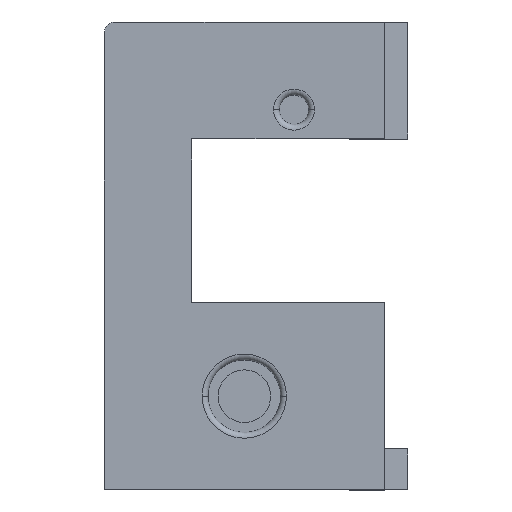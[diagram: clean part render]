
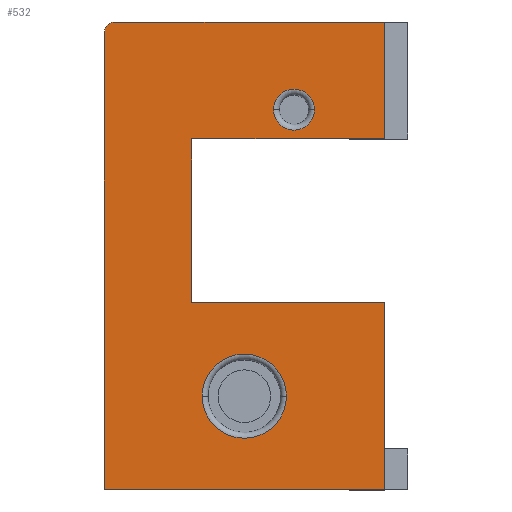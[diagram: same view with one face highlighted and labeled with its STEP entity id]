
A CAD part, top view. The second image highlights one B-rep face of the part: STEP entity #532.
In plain terms, the highlighted planar face has unit normal (0, 0, 1).
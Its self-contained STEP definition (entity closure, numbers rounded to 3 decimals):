
#27 = VERTEX_POINT ( 'NONE', #743 ) ;
#34 = EDGE_CURVE ( 'NONE', #479, #524, #1195, .T. ) ;
#36 = VERTEX_POINT ( 'NONE', #760 ) ;
#60 = DIRECTION ( 'NONE',  ( 1., 0., 0. ) ) ;
#65 = LINE ( 'NONE', #860, #1200 ) ;
#81 = LINE ( 'NONE', #539, #736 ) ;
#104 = VECTOR ( 'NONE', #1357, 1000. ) ;
#114 = VERTEX_POINT ( 'NONE', #889 ) ;
#118 = ORIENTED_EDGE ( 'NONE', *, *, #610, .F. ) ;
#121 = DIRECTION ( 'NONE',  ( 0., 1., 0. ) ) ;
#128 = AXIS2_PLACEMENT_3D ( 'NONE', #807, #1057, #1041 ) ;
#173 = VECTOR ( 'NONE', #1284, 1000. ) ;
#211 = DIRECTION ( 'NONE',  ( 0., 0., 1. ) ) ;
#219 = EDGE_CURVE ( 'NONE', #266, #36, #1145, .T. ) ;
#228 = EDGE_CURVE ( 'NONE', #800, #891, #595, .T. ) ;
#259 = CARTESIAN_POINT ( 'NONE',  ( 0., 23.242, 0. ) ) ;
#266 = VERTEX_POINT ( 'NONE', #373 ) ;
#294 = ORIENTED_EDGE ( 'NONE', *, *, #1094, .F. ) ;
#299 = EDGE_LOOP ( 'NONE', ( #476, #1107, #1351, #920, #777, #1395, #118, #294, #339 ) ) ;
#304 = CIRCLE ( 'NONE', #1150, 1.75 ) ;
#317 = CARTESIAN_POINT ( 'NONE',  ( 0., 0., 0. ) ) ;
#322 = EDGE_CURVE ( 'NONE', #36, #266, #608, .T. ) ;
#329 = LINE ( 'NONE', #668, #350 ) ;
#339 = ORIENTED_EDGE ( 'NONE', *, *, #228, .F. ) ;
#350 = VECTOR ( 'NONE', #1118, 1000. ) ;
#358 = ORIENTED_EDGE ( 'NONE', *, *, #491, .F. ) ;
#364 = DIRECTION ( 'NONE',  ( 1., 0., 0. ) ) ;
#373 = CARTESIAN_POINT ( 'NONE',  ( -18.358, 1.242, 0. ) ) ;
#383 = AXIS2_PLACEMENT_3D ( 'NONE', #317, #1106, #768 ) ;
#390 = LINE ( 'NONE', #1399, #173 ) ;
#408 = VECTOR ( 'NONE', #523, 1000. ) ;
#409 = CARTESIAN_POINT ( 'NONE',  ( -2.758, 33.242, 0. ) ) ;
#429 = LINE ( 'NONE', #1014, #104 ) ;
#452 = CARTESIAN_POINT ( 'NONE',  ( -19.258, 9.242, 0. ) ) ;
#472 = EDGE_CURVE ( 'NONE', #114, #1016, #81, .T. ) ;
#476 = ORIENTED_EDGE ( 'NONE', *, *, #952, .T. ) ;
#479 = VERTEX_POINT ( 'NONE', #1450 ) ;
#488 = VECTOR ( 'NONE', #927, 1000. ) ;
#491 = EDGE_CURVE ( 'NONE', #27, #1126, #1183, .T. ) ;
#493 = ORIENTED_EDGE ( 'NONE', *, *, #219, .F. ) ;
#523 = DIRECTION ( 'NONE',  ( 1., 0., 0. ) ) ;
#524 = VERTEX_POINT ( 'NONE', #1000 ) ;
#532 = ADVANCED_FACE ( 'NONE', ( #862, #653, #1095 ), #1331, .F. ) ;
#539 = CARTESIAN_POINT ( 'NONE',  ( -26.758, -6.758, 0. ) ) ;
#559 = ORIENTED_EDGE ( 'NONE', *, *, #1398, .F. ) ;
#595 = LINE ( 'NONE', #259, #488 ) ;
#608 = CIRCLE ( 'NONE', #128, 3.6 ) ;
#610 = EDGE_CURVE ( 'NONE', #1018, #844, #1160, .T. ) ;
#653 = FACE_BOUND ( 'NONE', #1312, .T. ) ;
#668 = CARTESIAN_POINT ( 'NONE',  ( -19.258, 0., 0. ) ) ;
#673 = DIRECTION ( 'NONE',  ( 0., 0., 1. ) ) ;
#694 = DIRECTION ( 'NONE',  ( 0., 0., 1. ) ) ;
#729 = CARTESIAN_POINT ( 'NONE',  ( -2.758, 23.242, 0. ) ) ;
#736 = VECTOR ( 'NONE', #988, 1000. ) ;
#743 = CARTESIAN_POINT ( 'NONE',  ( -8.758, 25.742, 0. ) ) ;
#755 = CARTESIAN_POINT ( 'NONE',  ( -2.758, 9.242, 0. ) ) ;
#760 = CARTESIAN_POINT ( 'NONE',  ( -11.158, 1.242, 0. ) ) ;
#767 = CARTESIAN_POINT ( 'NONE',  ( -2.758, -6.758, 0. ) ) ;
#768 = DIRECTION ( 'NONE',  ( 1., 0., 0. ) ) ;
#773 = EDGE_CURVE ( 'NONE', #1264, #524, #390, .T. ) ;
#777 = ORIENTED_EDGE ( 'NONE', *, *, #472, .T. ) ;
#798 = VECTOR ( 'NONE', #121, 1000. ) ;
#800 = VERTEX_POINT ( 'NONE', #729 ) ;
#807 = CARTESIAN_POINT ( 'NONE',  ( -14.758, 1.242, 0. ) ) ;
#844 = VERTEX_POINT ( 'NONE', #755 ) ;
#860 = CARTESIAN_POINT ( 'NONE',  ( -26.758, 33.242, 0. ) ) ;
#862 = FACE_BOUND ( 'NONE', #1091, .T. ) ;
#889 = CARTESIAN_POINT ( 'NONE',  ( -26.758, -6.758, 0. ) ) ;
#891 = VERTEX_POINT ( 'NONE', #1090 ) ;
#893 = AXIS2_PLACEMENT_3D ( 'NONE', #1306, #1081, #60 ) ;
#920 = ORIENTED_EDGE ( 'NONE', *, *, #1267, .T. ) ;
#927 = DIRECTION ( 'NONE',  ( -1., 0., 0. ) ) ;
#944 = CARTESIAN_POINT ( 'NONE',  ( -14.758, 1.242, 0. ) ) ;
#952 = EDGE_CURVE ( 'NONE', #800, #1264, #429, .T. ) ;
#960 = AXIS2_PLACEMENT_3D ( 'NONE', #944, #694, #364 ) ;
#982 = DIRECTION ( 'NONE',  ( 1., 0., 0. ) ) ;
#988 = DIRECTION ( 'NONE',  ( 1., 0., 0. ) ) ;
#991 = CARTESIAN_POINT ( 'NONE',  ( -10.508, 25.742, 0. ) ) ;
#1000 = CARTESIAN_POINT ( 'NONE',  ( -25.758, 33.242, 0. ) ) ;
#1014 = CARTESIAN_POINT ( 'NONE',  ( -2.758, 33.242, 0. ) ) ;
#1016 = VERTEX_POINT ( 'NONE', #767 ) ;
#1018 = VERTEX_POINT ( 'NONE', #452 ) ;
#1041 = DIRECTION ( 'NONE',  ( 1., 0., 0. ) ) ;
#1057 = DIRECTION ( 'NONE',  ( 0., 0., 1. ) ) ;
#1081 = DIRECTION ( 'NONE',  ( 0., 0., -1. ) ) ;
#1090 = CARTESIAN_POINT ( 'NONE',  ( -19.258, 23.242, 0. ) ) ;
#1091 = EDGE_LOOP ( 'NONE', ( #358, #559 ) ) ;
#1094 = EDGE_CURVE ( 'NONE', #891, #1018, #329, .T. ) ;
#1095 = FACE_OUTER_BOUND ( 'NONE', #299, .T. ) ;
#1106 = DIRECTION ( 'NONE',  ( 0., 0., -1. ) ) ;
#1107 = ORIENTED_EDGE ( 'NONE', *, *, #773, .T. ) ;
#1113 = EDGE_CURVE ( 'NONE', #1016, #844, #1251, .T. ) ;
#1118 = DIRECTION ( 'NONE',  ( 0., -1., 0. ) ) ;
#1126 = VERTEX_POINT ( 'NONE', #1382 ) ;
#1145 = CIRCLE ( 'NONE', #960, 3.6 ) ;
#1150 = AXIS2_PLACEMENT_3D ( 'NONE', #1458, #673, #1335 ) ;
#1160 = LINE ( 'NONE', #1296, #408 ) ;
#1183 = CIRCLE ( 'NONE', #1279, 1.75 ) ;
#1191 = DIRECTION ( 'NONE',  ( 0., -1., 0. ) ) ;
#1195 = CIRCLE ( 'NONE', #893, 1. ) ;
#1200 = VECTOR ( 'NONE', #1191, 1000. ) ;
#1251 = LINE ( 'NONE', #1364, #798 ) ;
#1264 = VERTEX_POINT ( 'NONE', #409 ) ;
#1267 = EDGE_CURVE ( 'NONE', #479, #114, #65, .T. ) ;
#1279 = AXIS2_PLACEMENT_3D ( 'NONE', #991, #211, #982 ) ;
#1284 = DIRECTION ( 'NONE',  ( -1., 0., 0. ) ) ;
#1296 = CARTESIAN_POINT ( 'NONE',  ( 0., 9.242, 0. ) ) ;
#1306 = CARTESIAN_POINT ( 'NONE',  ( -25.758, 32.242, 0. ) ) ;
#1312 = EDGE_LOOP ( 'NONE', ( #1426, #493 ) ) ;
#1331 = PLANE ( 'NONE',  #383 ) ;
#1335 = DIRECTION ( 'NONE',  ( 1., 0., 0. ) ) ;
#1351 = ORIENTED_EDGE ( 'NONE', *, *, #34, .F. ) ;
#1357 = DIRECTION ( 'NONE',  ( 0., 1., 0. ) ) ;
#1364 = CARTESIAN_POINT ( 'NONE',  ( -2.758, 33.242, 0. ) ) ;
#1382 = CARTESIAN_POINT ( 'NONE',  ( -12.258, 25.742, 0. ) ) ;
#1395 = ORIENTED_EDGE ( 'NONE', *, *, #1113, .T. ) ;
#1398 = EDGE_CURVE ( 'NONE', #1126, #27, #304, .T. ) ;
#1399 = CARTESIAN_POINT ( 'NONE',  ( -26.758, 33.242, 0. ) ) ;
#1426 = ORIENTED_EDGE ( 'NONE', *, *, #322, .F. ) ;
#1450 = CARTESIAN_POINT ( 'NONE',  ( -26.758, 32.242, 0. ) ) ;
#1458 = CARTESIAN_POINT ( 'NONE',  ( -10.508, 25.742, 0. ) ) ;
